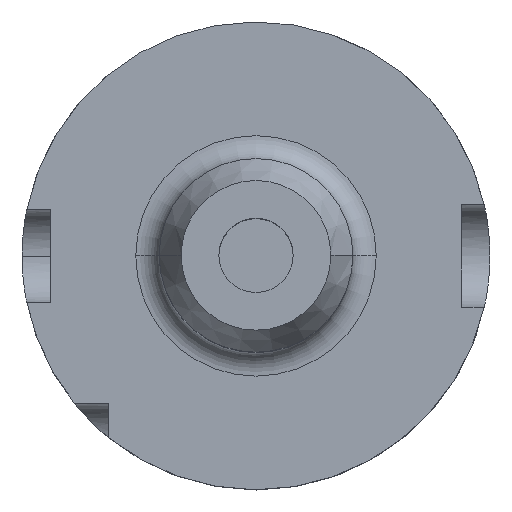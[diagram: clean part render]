
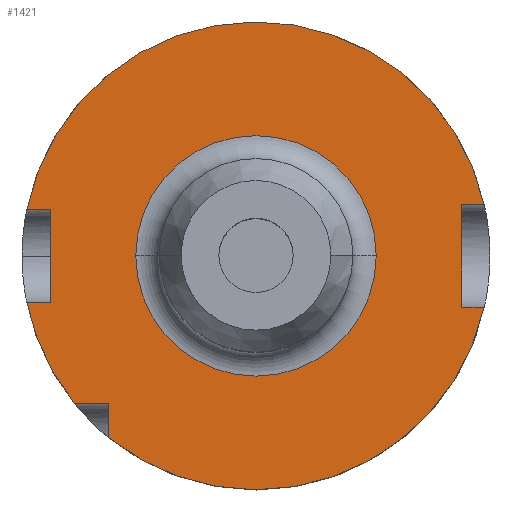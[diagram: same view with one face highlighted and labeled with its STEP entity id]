
A CAD part, top view. The second image highlights one B-rep face of the part: STEP entity #1421.
In plain terms, the highlighted planar face has unit normal (0, 0, 1).
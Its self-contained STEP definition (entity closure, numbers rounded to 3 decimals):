
#42 = VECTOR ( 'NONE', #280, 1000. ) ;
#50 = CARTESIAN_POINT ( 'NONE',  ( 0., 20.701, 29. ) ) ;
#52 = ORIENTED_EDGE ( 'NONE', *, *, #350, .F. ) ;
#58 = DIRECTION ( 'NONE',  ( -1., 0., 0. ) ) ;
#69 = DIRECTION ( 'NONE',  ( 0., 0., -1. ) ) ;
#88 = EDGE_CURVE ( 'NONE', #2243, #1916, #1404, .T. ) ;
#99 = CARTESIAN_POINT ( 'NONE',  ( 0., 10., 29. ) ) ;
#135 = EDGE_CURVE ( 'NONE', #821, #1947, #833, .T. ) ;
#178 = ORIENTED_EDGE ( 'NONE', *, *, #908, .F. ) ;
#267 = DIRECTION ( 'NONE',  ( 0., 0., 1. ) ) ;
#280 = DIRECTION ( 'NONE',  ( 1., 0., 0. ) ) ;
#304 = DIRECTION ( 'NONE',  ( -1., 0., 0. ) ) ;
#350 = EDGE_CURVE ( 'NONE', #1947, #1581, #645, .T. ) ;
#463 = CARTESIAN_POINT ( 'NONE',  ( 44., -11., 29. ) ) ;
#489 = VECTOR ( 'NONE', #2211, 1000. ) ;
#498 = VERTEX_POINT ( 'NONE', #2145 ) ;
#516 = AXIS2_PLACEMENT_3D ( 'NONE', #2036, #865, #2244 ) ;
#536 = VERTEX_POINT ( 'NONE', #1745 ) ;
#578 = FACE_BOUND ( 'NONE', #2416, .T. ) ;
#579 = LINE ( 'NONE', #1252, #42 ) ;
#581 = EDGE_CURVE ( 'NONE', #788, #536, #2489, .T. ) ;
#591 = ORIENTED_EDGE ( 'NONE', *, *, #1949, .T. ) ;
#636 = CARTESIAN_POINT ( 'NONE',  ( -44., 10., 29. ) ) ;
#645 = CIRCLE ( 'NONE', #1101, 50. ) ;
#676 = CARTESIAN_POINT ( 'NONE',  ( 0., 0., 29. ) ) ;
#679 = CIRCLE ( 'NONE', #2193, 50. ) ;
#698 = EDGE_CURVE ( 'NONE', #536, #2462, #679, .T. ) ;
#706 = CARTESIAN_POINT ( 'NONE',  ( -48.99, -10., 29. ) ) ;
#742 = ORIENTED_EDGE ( 'NONE', *, *, #135, .F. ) ;
#788 = VERTEX_POINT ( 'NONE', #2075 ) ;
#794 = AXIS2_PLACEMENT_3D ( 'NONE', #848, #2228, #1039 ) ;
#821 = VERTEX_POINT ( 'NONE', #1894 ) ;
#833 = LINE ( 'NONE', #956, #2339 ) ;
#841 = VERTEX_POINT ( 'NONE', #2049 ) ;
#848 = CARTESIAN_POINT ( 'NONE',  ( 0., 0., 29. ) ) ;
#865 = DIRECTION ( 'NONE',  ( 0., 0., -1. ) ) ;
#870 = CARTESIAN_POINT ( 'NONE',  ( 0., 0., 29. ) ) ;
#871 = DIRECTION ( 'NONE',  ( -1., 0., 0. ) ) ;
#873 = CARTESIAN_POINT ( 'NONE',  ( -38.83, -31.5, 29. ) ) ;
#883 = AXIS2_PLACEMENT_3D ( 'NONE', #870, #2249, #1056 ) ;
#896 = CIRCLE ( 'NONE', #883, 25.701 ) ;
#897 = LINE ( 'NONE', #1447, #2402 ) ;
#907 = ORIENTED_EDGE ( 'NONE', *, *, #88, .T. ) ;
#908 = EDGE_CURVE ( 'NONE', #2130, #1916, #1872, .T. ) ;
#913 = ORIENTED_EDGE ( 'NONE', *, *, #581, .F. ) ;
#927 = VECTOR ( 'NONE', #1080, 1000. ) ;
#946 = CARTESIAN_POINT ( 'NONE',  ( 0., -11., 29. ) ) ;
#956 = CARTESIAN_POINT ( 'NONE',  ( 0., -31.5, 29. ) ) ;
#979 = CARTESIAN_POINT ( 'NONE',  ( -31.5, -38.83, 29. ) ) ;
#983 = DIRECTION ( 'NONE',  ( 0., 1., 0. ) ) ;
#1008 = LINE ( 'NONE', #636, #489 ) ;
#1036 = VECTOR ( 'NONE', #304, 1000. ) ;
#1039 = DIRECTION ( 'NONE',  ( -1., 0., 0. ) ) ;
#1056 = DIRECTION ( 'NONE',  ( 1., 0., 0. ) ) ;
#1080 = DIRECTION ( 'NONE',  ( 0., -1., 0. ) ) ;
#1101 = AXIS2_PLACEMENT_3D ( 'NONE', #1249, #69, #58 ) ;
#1209 = ORIENTED_EDGE ( 'NONE', *, *, #2361, .F. ) ;
#1235 = PLANE ( 'NONE',  #1721 ) ;
#1249 = CARTESIAN_POINT ( 'NONE',  ( 0., 0., 29. ) ) ;
#1252 = CARTESIAN_POINT ( 'NONE',  ( 0., 11., 29. ) ) ;
#1260 = ORIENTED_EDGE ( 'NONE', *, *, #1326, .F. ) ;
#1278 = CIRCLE ( 'NONE', #516, 25.701 ) ;
#1326 = EDGE_CURVE ( 'NONE', #2165, #821, #1815, .T. ) ;
#1347 = VERTEX_POINT ( 'NONE', #2557 ) ;
#1384 = CARTESIAN_POINT ( 'NONE',  ( 48.775, -11., 29. ) ) ;
#1395 = EDGE_CURVE ( 'NONE', #2243, #2165, #1756, .T. ) ;
#1404 = LINE ( 'NONE', #946, #1937 ) ;
#1421 = ADVANCED_FACE ( 'NONE', ( #578, #2222 ), #1235, .T. ) ;
#1441 = ORIENTED_EDGE ( 'NONE', *, *, #1800, .T. ) ;
#1447 = CARTESIAN_POINT ( 'NONE',  ( 0., -10., 29. ) ) ;
#1540 = ORIENTED_EDGE ( 'NONE', *, *, #1395, .F. ) ;
#1581 = VERTEX_POINT ( 'NONE', #706 ) ;
#1603 = EDGE_LOOP ( 'NONE', ( #742, #1260, #1540, #907, #178, #591, #2172, #913, #2508, #1209, #52 ) ) ;
#1644 = DIRECTION ( 'NONE',  ( 1., 0., 0. ) ) ;
#1699 = DIRECTION ( 'NONE',  ( 1., 0., 0. ) ) ;
#1721 = AXIS2_PLACEMENT_3D ( 'NONE', #50, #267, #1644 ) ;
#1745 = CARTESIAN_POINT ( 'NONE',  ( -48.99, 10., 29. ) ) ;
#1756 = CIRCLE ( 'NONE', #794, 50. ) ;
#1770 = EDGE_CURVE ( 'NONE', #788, #498, #1008, .T. ) ;
#1800 = EDGE_CURVE ( 'NONE', #1347, #841, #896, .T. ) ;
#1815 = LINE ( 'NONE', #1964, #1881 ) ;
#1865 = CARTESIAN_POINT ( 'NONE',  ( 44., -11., 29. ) ) ;
#1866 = ORIENTED_EDGE ( 'NONE', *, *, #1912, .T. ) ;
#1872 = LINE ( 'NONE', #1865, #927 ) ;
#1881 = VECTOR ( 'NONE', #983, 1000. ) ;
#1894 = CARTESIAN_POINT ( 'NONE',  ( -31.5, -31.5, 29. ) ) ;
#1912 = EDGE_CURVE ( 'NONE', #841, #1347, #1278, .T. ) ;
#1916 = VERTEX_POINT ( 'NONE', #463 ) ;
#1927 = DIRECTION ( 'NONE',  ( -1., 0., 0. ) ) ;
#1937 = VECTOR ( 'NONE', #1927, 1000. ) ;
#1947 = VERTEX_POINT ( 'NONE', #873 ) ;
#1949 = EDGE_CURVE ( 'NONE', #2130, #2462, #579, .T. ) ;
#1964 = CARTESIAN_POINT ( 'NONE',  ( -31.5, 20.701, 29. ) ) ;
#2036 = CARTESIAN_POINT ( 'NONE',  ( 0., 0., 29. ) ) ;
#2041 = DIRECTION ( 'NONE',  ( 0., 0., -1. ) ) ;
#2049 = CARTESIAN_POINT ( 'NONE',  ( -25.701, 0., 29. ) ) ;
#2075 = CARTESIAN_POINT ( 'NONE',  ( -44., 10., 29. ) ) ;
#2130 = VERTEX_POINT ( 'NONE', #2309 ) ;
#2145 = CARTESIAN_POINT ( 'NONE',  ( -44., -10., 29. ) ) ;
#2165 = VERTEX_POINT ( 'NONE', #979 ) ;
#2172 = ORIENTED_EDGE ( 'NONE', *, *, #698, .F. ) ;
#2193 = AXIS2_PLACEMENT_3D ( 'NONE', #676, #2041, #871 ) ;
#2211 = DIRECTION ( 'NONE',  ( 0., -1., 0. ) ) ;
#2222 = FACE_OUTER_BOUND ( 'NONE', #1603, .T. ) ;
#2228 = DIRECTION ( 'NONE',  ( 0., 0., -1. ) ) ;
#2243 = VERTEX_POINT ( 'NONE', #1384 ) ;
#2244 = DIRECTION ( 'NONE',  ( 1., 0., 0. ) ) ;
#2249 = DIRECTION ( 'NONE',  ( 0., 0., -1. ) ) ;
#2309 = CARTESIAN_POINT ( 'NONE',  ( 44., 11., 29. ) ) ;
#2319 = CARTESIAN_POINT ( 'NONE',  ( 48.775, 11., 29. ) ) ;
#2339 = VECTOR ( 'NONE', #2375, 1000. ) ;
#2361 = EDGE_CURVE ( 'NONE', #1581, #498, #897, .T. ) ;
#2375 = DIRECTION ( 'NONE',  ( -1., 0., 0. ) ) ;
#2402 = VECTOR ( 'NONE', #1699, 1000. ) ;
#2416 = EDGE_LOOP ( 'NONE', ( #1441, #1866 ) ) ;
#2462 = VERTEX_POINT ( 'NONE', #2319 ) ;
#2489 = LINE ( 'NONE', #99, #1036 ) ;
#2508 = ORIENTED_EDGE ( 'NONE', *, *, #1770, .T. ) ;
#2557 = CARTESIAN_POINT ( 'NONE',  ( 25.701, 0., 29. ) ) ;
